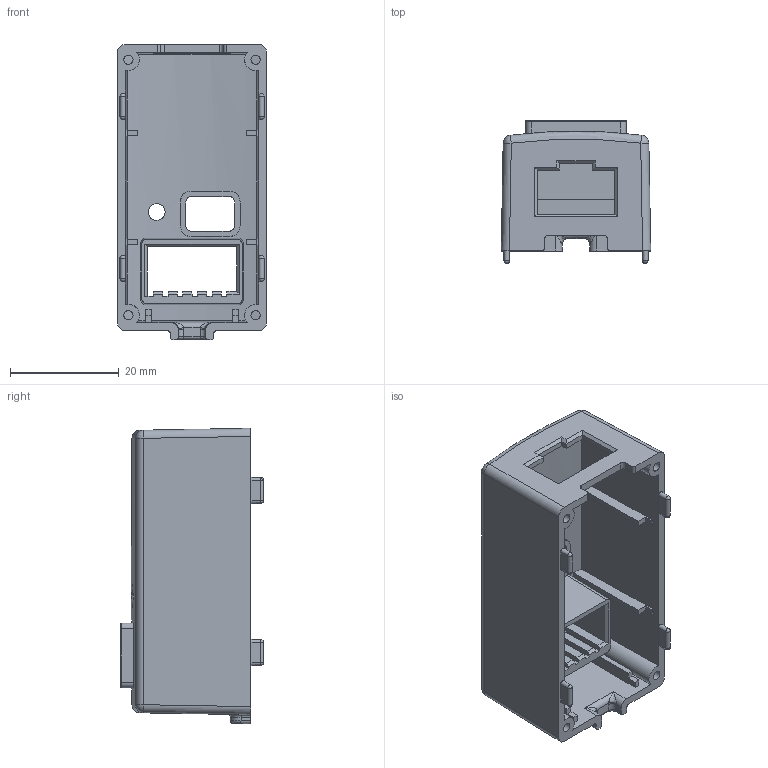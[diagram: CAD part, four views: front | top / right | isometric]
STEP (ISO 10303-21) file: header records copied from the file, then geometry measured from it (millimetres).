
FILE_DESCRIPTION(/* description */ (''),/* implementation_level */ '2;1');
FILE_NAME(/* name */ 'Top.ipt.step',/* time_stamp */ '2020-04-16T23:09:43-04:00',/* author */ ('Jordan'),/* organization */ (''),/* preprocessor_version */ 'ST-DEVELOPER v17',/* originating_system */ 'Autodesk Inventor 2019',/* authorisation */ '');
FILE_SCHEMA (('AUTOMOTIVE_DESIGN { 1 0 10303 214 3 1 1 }'));
Length unit declared in the file: inch
Products named in the file (1): Top
Bounding box: 27.5 x 26.3 x 54.35 mm (x, y, z)
Volume: 7656.7 mm3; surface area: 10951.2 mm2
Topology: 1 solids, 1 shells, 254 faces, 691 edges, 430 vertices
Faces by surface type: plane 143, cylinder 75, bspline 24, sphere 12
Full cylindrical faces by diameter (mm): 1.7 x4, 3.1 x1
Entity records: 9807 total; most frequent: CARTESIAN_POINT 3504, ORIENTED_EDGE 1350, DIRECTION 1233, EDGE_CURVE 675, LINE 451, VECTOR 451, VERTEX_POINT 430, AXIS2_PLACEMENT_3D 391
